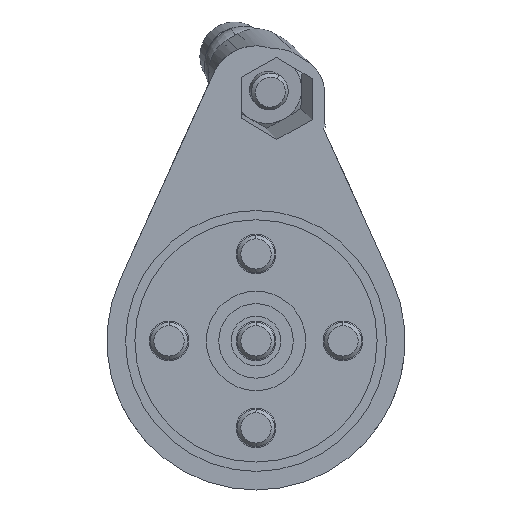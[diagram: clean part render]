
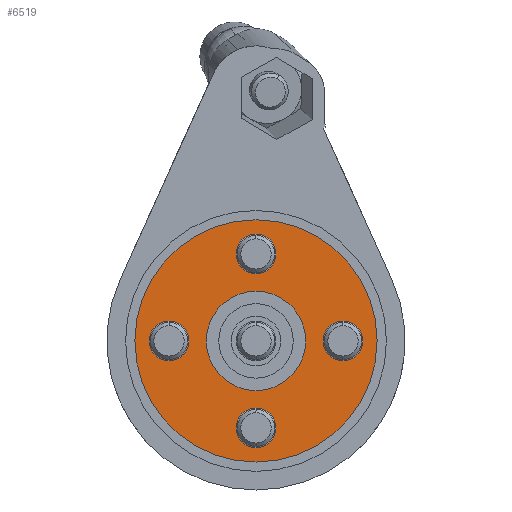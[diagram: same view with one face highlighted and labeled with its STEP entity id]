
A CAD part, front view. The second image highlights one B-rep face of the part: STEP entity #6519.
In plain terms, the highlighted planar face has unit normal (0, -1, 0).
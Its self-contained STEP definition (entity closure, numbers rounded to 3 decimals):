
#143 = DIRECTION ( 'NONE',  ( 0., 1., 0. ) ) ;
#160 = CARTESIAN_POINT ( 'NONE',  ( 0., -8., 0. ) ) ;
#253 = CIRCLE ( 'NONE', #1804, 1.6 ) ;
#266 = DIRECTION ( 'NONE',  ( 0., 0., 1. ) ) ;
#487 = VERTEX_POINT ( 'NONE', #1947 ) ;
#527 = VERTEX_POINT ( 'NONE', #1903 ) ;
#543 = DIRECTION ( 'NONE',  ( 0., 0., -1. ) ) ;
#567 = ORIENTED_EDGE ( 'NONE', *, *, #6577, .T. ) ;
#596 = EDGE_LOOP ( 'NONE', ( #7630, #5247 ) ) ;
#615 = DIRECTION ( 'NONE',  ( 0., 0., -1. ) ) ;
#617 = VERTEX_POINT ( 'NONE', #4270 ) ;
#692 = EDGE_CURVE ( 'NONE', #617, #911, #4249, .T. ) ;
#721 = CARTESIAN_POINT ( 'NONE',  ( -7., -8., 0. ) ) ;
#750 = DIRECTION ( 'NONE',  ( 0., 1., 0. ) ) ;
#779 = CARTESIAN_POINT ( 'NONE',  ( -7., -8., 0. ) ) ;
#845 = EDGE_LOOP ( 'NONE', ( #5364, #3386 ) ) ;
#911 = VERTEX_POINT ( 'NONE', #1187 ) ;
#916 = CIRCLE ( 'NONE', #4987, 1.6 ) ;
#1165 = PLANE ( 'NONE',  #1661 ) ;
#1187 = CARTESIAN_POINT ( 'NONE',  ( 0., -8., 4. ) ) ;
#1232 = AXIS2_PLACEMENT_3D ( 'NONE', #4635, #6707, #6228 ) ;
#1245 = DIRECTION ( 'NONE',  ( 0., 1., 0. ) ) ;
#1297 = ORIENTED_EDGE ( 'NONE', *, *, #3290, .T. ) ;
#1361 = CIRCLE ( 'NONE', #6293, 1.6 ) ;
#1591 = CARTESIAN_POINT ( 'NONE',  ( 0., -8., 0. ) ) ;
#1661 = AXIS2_PLACEMENT_3D ( 'NONE', #4015, #7244, #3261 ) ;
#1686 = CIRCLE ( 'NONE', #7739, 1.6 ) ;
#1804 = AXIS2_PLACEMENT_3D ( 'NONE', #6589, #1245, #543 ) ;
#1858 = EDGE_LOOP ( 'NONE', ( #567, #7202 ) ) ;
#1872 = FACE_BOUND ( 'NONE', #1858, .T. ) ;
#1903 = CARTESIAN_POINT ( 'NONE',  ( 7., -8., -1.6 ) ) ;
#1947 = CARTESIAN_POINT ( 'NONE',  ( 0., -8., 5.4 ) ) ;
#1978 = CIRCLE ( 'NONE', #8027, 4. ) ;
#2192 = EDGE_CURVE ( 'NONE', #527, #6738, #916, .T. ) ;
#2248 = AXIS2_PLACEMENT_3D ( 'NONE', #6683, #6864, #4747 ) ;
#2302 = ORIENTED_EDGE ( 'NONE', *, *, #7728, .T. ) ;
#2464 = EDGE_CURVE ( 'NONE', #8679, #2739, #5268, .T. ) ;
#2495 = DIRECTION ( 'NONE',  ( 0., 0., -1. ) ) ;
#2573 = CARTESIAN_POINT ( 'NONE',  ( 0., -8., 8.6 ) ) ;
#2645 = FACE_BOUND ( 'NONE', #596, .T. ) ;
#2739 = VERTEX_POINT ( 'NONE', #6148 ) ;
#2803 = CIRCLE ( 'NONE', #7735, 1.6 ) ;
#2844 = EDGE_LOOP ( 'NONE', ( #4045, #4186 ) ) ;
#2969 = CARTESIAN_POINT ( 'NONE',  ( 0., -8., 7. ) ) ;
#3092 = DIRECTION ( 'NONE',  ( 0., 1., 0. ) ) ;
#3261 = DIRECTION ( 'NONE',  ( 0., 0., -1. ) ) ;
#3290 = EDGE_CURVE ( 'NONE', #3670, #8005, #1361, .T. ) ;
#3301 = FACE_BOUND ( 'NONE', #2844, .T. ) ;
#3330 = DIRECTION ( 'NONE',  ( 0., 0., -1. ) ) ;
#3386 = ORIENTED_EDGE ( 'NONE', *, *, #5283, .F. ) ;
#3394 = DIRECTION ( 'NONE',  ( 0., 0., -1. ) ) ;
#3459 = CARTESIAN_POINT ( 'NONE',  ( 0., -8., -5.4 ) ) ;
#3634 = DIRECTION ( 'NONE',  ( 0., 1., 0. ) ) ;
#3648 = AXIS2_PLACEMENT_3D ( 'NONE', #160, #3092, #8351 ) ;
#3656 = CARTESIAN_POINT ( 'NONE',  ( 7., -8., 1.6 ) ) ;
#3670 = VERTEX_POINT ( 'NONE', #4205 ) ;
#3788 = DIRECTION ( 'NONE',  ( 0., -1., 0. ) ) ;
#4015 = CARTESIAN_POINT ( 'NONE',  ( 0., -8., 0. ) ) ;
#4045 = ORIENTED_EDGE ( 'NONE', *, *, #4723, .T. ) ;
#4078 = CIRCLE ( 'NONE', #3648, 9.75 ) ;
#4186 = ORIENTED_EDGE ( 'NONE', *, *, #4938, .T. ) ;
#4205 = CARTESIAN_POINT ( 'NONE',  ( -7., -8., 1.6 ) ) ;
#4249 = CIRCLE ( 'NONE', #8055, 4. ) ;
#4270 = CARTESIAN_POINT ( 'NONE',  ( 0., -8., -4. ) ) ;
#4344 = CARTESIAN_POINT ( 'NONE',  ( 0., -8., 9.75 ) ) ;
#4635 = CARTESIAN_POINT ( 'NONE',  ( 7., -8., 0. ) ) ;
#4664 = DIRECTION ( 'NONE',  ( 0., 1., 0. ) ) ;
#4723 = EDGE_CURVE ( 'NONE', #6176, #487, #7883, .T. ) ;
#4747 = DIRECTION ( 'NONE',  ( 0., 0., -1. ) ) ;
#4750 = CARTESIAN_POINT ( 'NONE',  ( 0., -8., -7. ) ) ;
#4851 = AXIS2_PLACEMENT_3D ( 'NONE', #5800, #3634, #2495 ) ;
#4927 = CIRCLE ( 'NONE', #8023, 1.6 ) ;
#4938 = EDGE_CURVE ( 'NONE', #487, #6176, #1686, .T. ) ;
#4971 = DIRECTION ( 'NONE',  ( 0., 1., 0. ) ) ;
#4987 = AXIS2_PLACEMENT_3D ( 'NONE', #7933, #4664, #615 ) ;
#5036 = CIRCLE ( 'NONE', #1232, 1.6 ) ;
#5115 = CARTESIAN_POINT ( 'NONE',  ( 0., -8., 0. ) ) ;
#5173 = FACE_BOUND ( 'NONE', #5248, .T. ) ;
#5247 = ORIENTED_EDGE ( 'NONE', *, *, #7214, .T. ) ;
#5248 = EDGE_LOOP ( 'NONE', ( #7040, #7774 ) ) ;
#5268 = CIRCLE ( 'NONE', #4851, 9.75 ) ;
#5283 = EDGE_CURVE ( 'NONE', #2739, #8679, #4078, .T. ) ;
#5364 = ORIENTED_EDGE ( 'NONE', *, *, #2464, .F. ) ;
#5400 = DIRECTION ( 'NONE',  ( 0., 0., -1. ) ) ;
#5552 = DIRECTION ( 'NONE',  ( 0., -1., 0. ) ) ;
#5663 = EDGE_CURVE ( 'NONE', #911, #617, #1978, .T. ) ;
#5707 = DIRECTION ( 'NONE',  ( 0., 0., -1. ) ) ;
#5800 = CARTESIAN_POINT ( 'NONE',  ( 0., -8., 0. ) ) ;
#5955 = FACE_OUTER_BOUND ( 'NONE', #845, .T. ) ;
#5998 = FACE_BOUND ( 'NONE', #6497, .T. ) ;
#6057 = DIRECTION ( 'NONE',  ( 0., 1., 0. ) ) ;
#6148 = CARTESIAN_POINT ( 'NONE',  ( 0., -8., -9.75 ) ) ;
#6176 = VERTEX_POINT ( 'NONE', #2573 ) ;
#6228 = DIRECTION ( 'NONE',  ( 0., 0., -1. ) ) ;
#6293 = AXIS2_PLACEMENT_3D ( 'NONE', #721, #143, #3394 ) ;
#6391 = VERTEX_POINT ( 'NONE', #8438 ) ;
#6489 = DIRECTION ( 'NONE',  ( 0., 0., 1. ) ) ;
#6497 = EDGE_LOOP ( 'NONE', ( #1297, #2302 ) ) ;
#6519 = ADVANCED_FACE ( 'NONE', ( #5173, #5955, #3301, #5998, #2645, #1872 ), #1165, .F. ) ;
#6569 = EDGE_CURVE ( 'NONE', #7716, #6391, #253, .T. ) ;
#6577 = EDGE_CURVE ( 'NONE', #6738, #527, #5036, .T. ) ;
#6589 = CARTESIAN_POINT ( 'NONE',  ( 0., -8., -7. ) ) ;
#6683 = CARTESIAN_POINT ( 'NONE',  ( 0., -8., 7. ) ) ;
#6707 = DIRECTION ( 'NONE',  ( 0., 1., 0. ) ) ;
#6738 = VERTEX_POINT ( 'NONE', #3656 ) ;
#6864 = DIRECTION ( 'NONE',  ( 0., 1., 0. ) ) ;
#7040 = ORIENTED_EDGE ( 'NONE', *, *, #692, .F. ) ;
#7202 = ORIENTED_EDGE ( 'NONE', *, *, #2192, .T. ) ;
#7214 = EDGE_CURVE ( 'NONE', #6391, #7716, #2803, .T. ) ;
#7244 = DIRECTION ( 'NONE',  ( 0., 1., 0. ) ) ;
#7630 = ORIENTED_EDGE ( 'NONE', *, *, #6569, .T. ) ;
#7716 = VERTEX_POINT ( 'NONE', #3459 ) ;
#7728 = EDGE_CURVE ( 'NONE', #8005, #3670, #4927, .T. ) ;
#7735 = AXIS2_PLACEMENT_3D ( 'NONE', #4750, #750, #3330 ) ;
#7739 = AXIS2_PLACEMENT_3D ( 'NONE', #2969, #4971, #5707 ) ;
#7774 = ORIENTED_EDGE ( 'NONE', *, *, #5663, .F. ) ;
#7883 = CIRCLE ( 'NONE', #2248, 1.6 ) ;
#7911 = CARTESIAN_POINT ( 'NONE',  ( -7., -8., -1.6 ) ) ;
#7933 = CARTESIAN_POINT ( 'NONE',  ( 7., -8., 0. ) ) ;
#8005 = VERTEX_POINT ( 'NONE', #7911 ) ;
#8023 = AXIS2_PLACEMENT_3D ( 'NONE', #779, #6057, #5400 ) ;
#8027 = AXIS2_PLACEMENT_3D ( 'NONE', #5115, #3788, #6489 ) ;
#8055 = AXIS2_PLACEMENT_3D ( 'NONE', #1591, #5552, #266 ) ;
#8351 = DIRECTION ( 'NONE',  ( 0., 0., -1. ) ) ;
#8438 = CARTESIAN_POINT ( 'NONE',  ( 0., -8., -8.6 ) ) ;
#8679 = VERTEX_POINT ( 'NONE', #4344 ) ;
